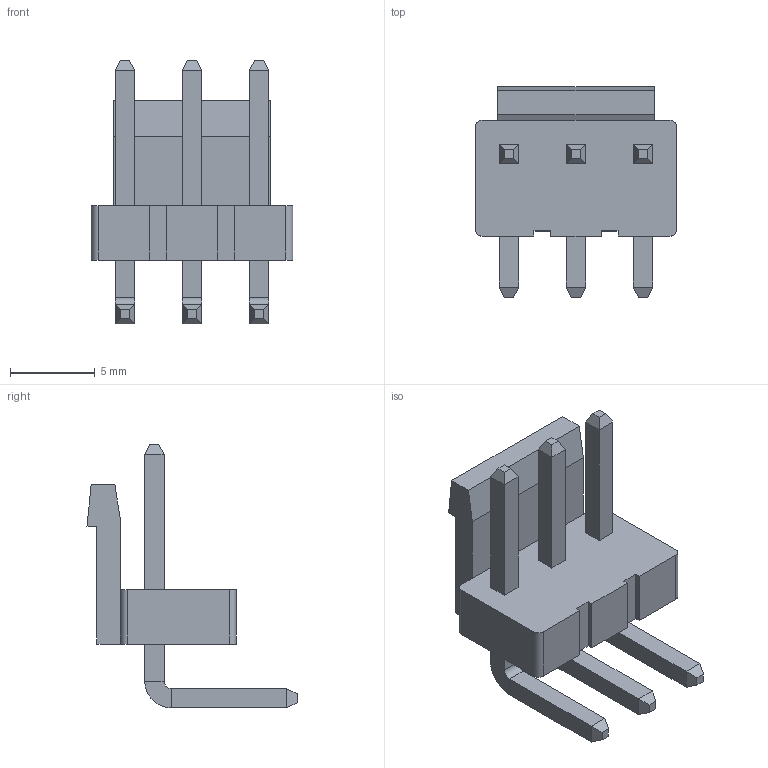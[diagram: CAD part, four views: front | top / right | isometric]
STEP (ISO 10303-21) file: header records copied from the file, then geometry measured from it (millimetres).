
FILE_DESCRIPTION(('FreeCAD Model'),'2;1');
FILE_NAME('Open CASCADE Shape Model','2025-01-31T12:49:08',(''),(''), 'Open CASCADE STEP processor 7.8','FreeCAD','Unknown');
FILE_SCHEMA(('AUTOMOTIVE_DESIGN { 1 0 10303 214 1 1 1 1 }'));
Length unit declared in the file: millimetre
Products named in the file (4): C_647676; Array; Body001; Body
Assembly tree (5 placements, depth 3):
  C_647676
    Array
      Body001  x3
    Body
Bounding box: 11.88 x 12.4 x 15.57 mm (x, y, z)
Volume: 460.3 mm3; surface area: 805.4 mm2
Topology: 4 solids, 4 shells, 105 faces, 241 edges, 144 vertices
Faces by surface type: plane 95, cylinder 10
Entity records: 1888 total; most frequent: CARTESIAN_POINT 316, ORIENTED_EDGE 306, DIRECTION 299, EDGE_CURVE 153, LINE 141, VECTOR 141, VERTEX_POINT 96, AXIS2_PLACEMENT_3D 79
